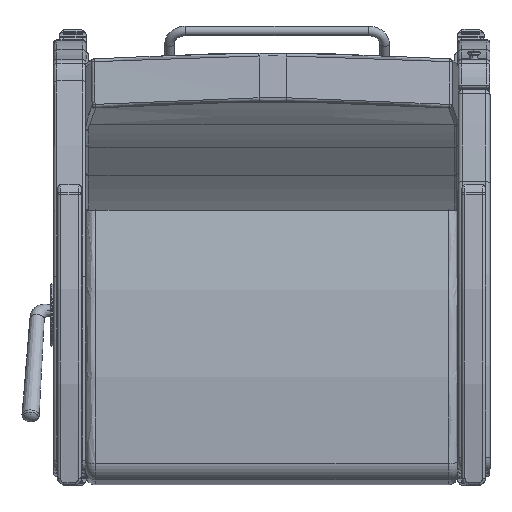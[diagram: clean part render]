
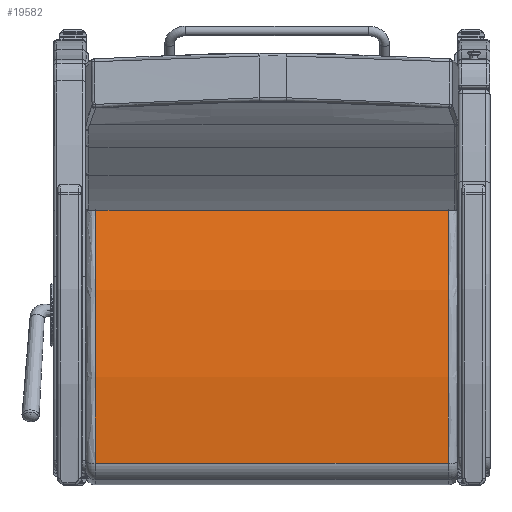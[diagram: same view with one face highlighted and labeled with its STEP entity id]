
A CAD part, front view. The second image highlights one B-rep face of the part: STEP entity #19582.
In plain terms, the highlighted free-form (B-spline) face has degree [1, 2] with [2, 3] control points.
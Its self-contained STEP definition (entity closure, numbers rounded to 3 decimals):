
#715=(
BOUNDED_SURFACE()
B_SPLINE_SURFACE(1,2,((#29779,#29780,#29781),(#29782,#29783,#29784)),
 .UNSPECIFIED.,.F.,.F.,.F.)
B_SPLINE_SURFACE_WITH_KNOTS((2,2),(3,3),(-0.229,0.229),
(1.362,1.699),.UNSPECIFIED.)
GEOMETRIC_REPRESENTATION_ITEM()
RATIONAL_B_SPLINE_SURFACE(((1.,0.986,1.),(1.,0.986,
1.)))
REPRESENTATION_ITEM('')
SURFACE()
);
#1230=ELLIPSE('',#21108,60.054,60.);
#1240=ELLIPSE('',#21136,60.054,60.);
#2193=FACE_OUTER_BOUND('',#3342,.T.);
#3342=EDGE_LOOP('',(#13749,#13750,#13751,#13752));
#4640=LINE('',#29777,#6025);
#4641=LINE('',#29786,#6026);
#6025=VECTOR('',#23584,0.394);
#6026=VECTOR('',#23587,0.394);
#8510=VERTEX_POINT('',#29569);
#8511=VERTEX_POINT('',#29570);
#8536=VERTEX_POINT('',#29776);
#8537=VERTEX_POINT('',#29785);
#10631=EDGE_CURVE('',#8510,#8511,#1230,.T.);
#10669=EDGE_CURVE('',#8511,#8536,#4640,.T.);
#10671=EDGE_CURVE('',#8510,#8537,#4641,.T.);
#10672=EDGE_CURVE('',#8536,#8537,#1240,.T.);
#13749=ORIENTED_EDGE('',*,*,#10631,.F.);
#13750=ORIENTED_EDGE('',*,*,#10671,.T.);
#13751=ORIENTED_EDGE('',*,*,#10672,.F.);
#13752=ORIENTED_EDGE('',*,*,#10669,.F.);
#19582=ADVANCED_FACE('',(#2193),#715,.F.);
#21108=AXIS2_PLACEMENT_3D('',#29571,#23516,#23517);
#21136=AXIS2_PLACEMENT_3D('',#29787,#23588,#23589);
#23516=DIRECTION('center_axis',(0.,0.,-1.));
#23517=DIRECTION('ref_axis',(1.,0.,0.));
#23584=DIRECTION('',(0.,0.,1.));
#23587=DIRECTION('',(0.,0.,1.));
#23588=DIRECTION('center_axis',(0.,0.,1.));
#23589=DIRECTION('ref_axis',(1.,0.,0.));
#29569=CARTESIAN_POINT('',(-10.045,1.256,-13.75));
#29570=CARTESIAN_POINT('',(10.111,0.445,-13.75));
#29571=CARTESIAN_POINT('Origin',(-2.35,-58.249,-13.75));
#29776=CARTESIAN_POINT('',(10.111,0.445,13.75));
#29777=CARTESIAN_POINT('',(10.111,0.445,0.));
#29779=CARTESIAN_POINT('Ctrl Pts',(10.111,0.445,-13.75));
#29780=CARTESIAN_POINT('Ctrl Pts',(0.103,2.566,-13.75));
#29781=CARTESIAN_POINT('Ctrl Pts',(-10.045,1.256,-13.75));
#29782=CARTESIAN_POINT('Ctrl Pts',(10.111,0.445,13.75));
#29783=CARTESIAN_POINT('Ctrl Pts',(0.103,2.566,13.75));
#29784=CARTESIAN_POINT('Ctrl Pts',(-10.045,1.256,13.75));
#29785=CARTESIAN_POINT('',(-10.045,1.256,13.75));
#29786=CARTESIAN_POINT('',(-10.045,1.256,0.));
#29787=CARTESIAN_POINT('Origin',(-2.35,-58.249,13.75));
